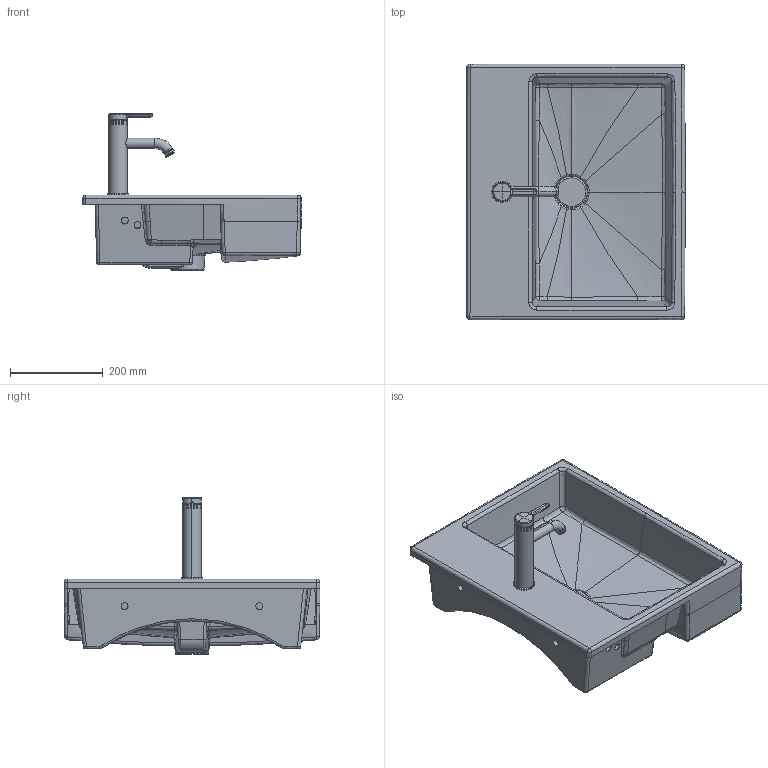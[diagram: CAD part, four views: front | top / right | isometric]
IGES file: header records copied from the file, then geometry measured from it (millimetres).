
Global section: file name: No Iges File Name specified; native system: Autodesk Inventor 2011; preprocessor: AutoDesk Inventor Iges Exporter R2011; author: Administrator; date: 20170630.185036; units: millimetre
Bounding box: 470.12 x 550.66 x 337.45 mm (x, y, z)
Volume: 11511215.8 mm3; surface area: 1096421.6 mm2
Topology: 8 solids, 11 shells, 556 faces, 1347 edges, 824 vertices
Faces by surface type: bspline 263, plane 98, revolution 90, cylinder 60, torus 22, sphere 13, cone 10
